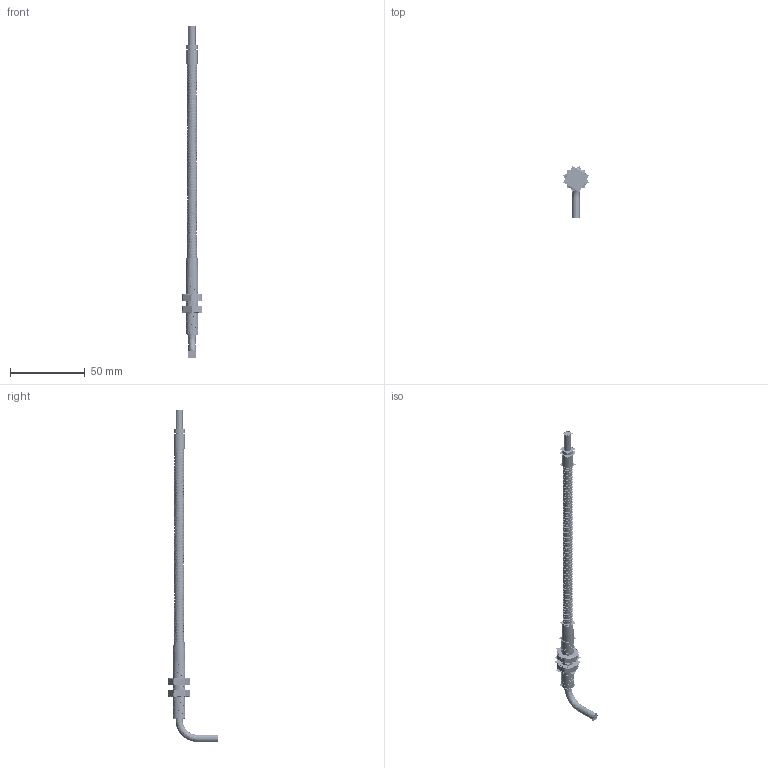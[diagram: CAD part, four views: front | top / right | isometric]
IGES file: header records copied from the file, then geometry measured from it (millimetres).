
Start section:  PTC IGES file: 161909.igs
Global section: file name: 161909.igs; native system: Creo Parametric by Parametric Technology Corporation; preprocessor: 2013230; author: pdmadmin; organization: Unknown; date: 20160301.145731; units: millimetre
Bounding box: 17.23 x 34.44 x 221.63 mm (x, y, z)
Volume: 4307.9 mm3; surface area: 121695.5 mm2
Topology: 8 solids, 8 shells, 886 faces, 4154 edges, 5095 vertices
Faces by surface type: bspline 538, revolution 348
